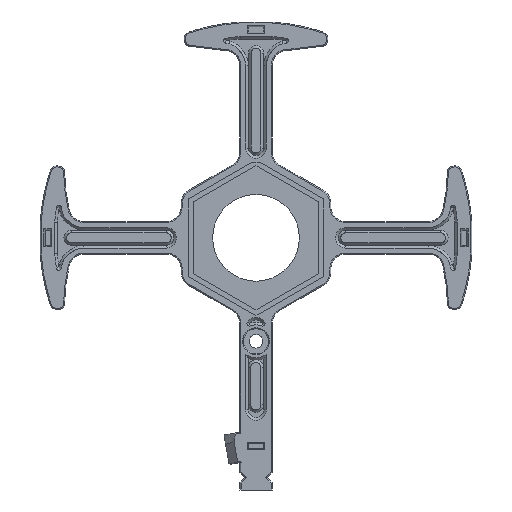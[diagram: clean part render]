
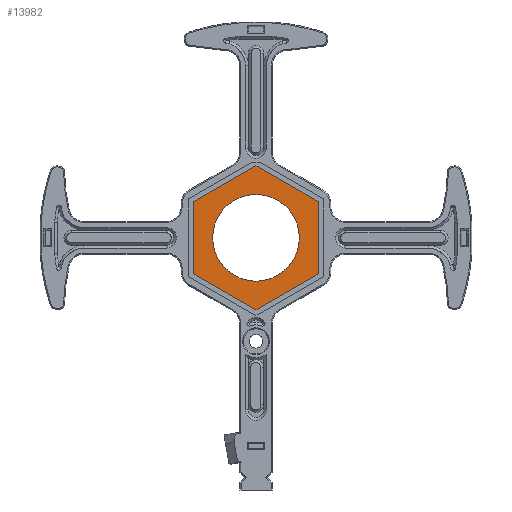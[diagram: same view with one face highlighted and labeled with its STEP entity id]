
A CAD part, left-side view. The second image highlights one B-rep face of the part: STEP entity #13982.
In plain terms, the highlighted planar face has unit normal (-1, 0, 0).
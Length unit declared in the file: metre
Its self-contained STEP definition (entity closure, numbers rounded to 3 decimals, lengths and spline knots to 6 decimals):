
#1274=CIRCLE('',#15259,0.017385);
#4247=ORIENTED_EDGE('',*,*,#7306,.T.);
#4248=ORIENTED_EDGE('',*,*,#7037,.T.);
#4249=ORIENTED_EDGE('',*,*,#7026,.T.);
#4250=ORIENTED_EDGE('',*,*,#7029,.T.);
#4251=ORIENTED_EDGE('',*,*,#7031,.T.);
#4252=ORIENTED_EDGE('',*,*,#7033,.T.);
#4253=ORIENTED_EDGE('',*,*,#7035,.T.);
#7026=EDGE_CURVE('',#8744,#8745,#9775,.T.);
#7029=EDGE_CURVE('',#8745,#8746,#9778,.T.);
#7031=EDGE_CURVE('',#8746,#8747,#9780,.T.);
#7033=EDGE_CURVE('',#8747,#8748,#9782,.T.);
#7035=EDGE_CURVE('',#8748,#8749,#9784,.T.);
#7037=EDGE_CURVE('',#8749,#8744,#9786,.T.);
#7306=EDGE_CURVE('',#8923,#8923,#1274,.F.);
#8744=VERTEX_POINT('',#25876);
#8745=VERTEX_POINT('',#25877);
#8746=VERTEX_POINT('',#25882);
#8747=VERTEX_POINT('',#25886);
#8748=VERTEX_POINT('',#25890);
#8749=VERTEX_POINT('',#25894);
#8923=VERTEX_POINT('',#27158);
#9775=LINE('',#25875,#10824);
#9778=LINE('',#25881,#10827);
#9780=LINE('',#25885,#10829);
#9782=LINE('',#25889,#10831);
#9784=LINE('',#25893,#10833);
#9786=LINE('',#25897,#10835);
#10824=VECTOR('',#17842,1.);
#10827=VECTOR('',#17847,1.);
#10829=VECTOR('',#17851,1.);
#10831=VECTOR('',#17855,1.);
#10833=VECTOR('',#17859,1.);
#10835=VECTOR('',#17863,1.);
#11877=EDGE_LOOP('',(#4247));
#11878=EDGE_LOOP('',(#4248,#4249,#4250,#4251,#4252,#4253));
#12770=FACE_BOUND('',#11877,.T.);
#12771=FACE_BOUND('',#11878,.T.);
#13339=PLANE('',#15258);
#13982=ADVANCED_FACE('',(#12770,#12771),#13339,.T.);
#15258=AXIS2_PLACEMENT_3D('',#27156,#18292,#18293);
#15259=AXIS2_PLACEMENT_3D('',#27157,#18294,#18295);
#17842=DIRECTION('',(0.,0.,1.));
#17847=DIRECTION('',(0.,0.866,0.5));
#17851=DIRECTION('',(0.,0.866,-0.5));
#17855=DIRECTION('',(0.,0.,-1.));
#17859=DIRECTION('',(0.,-0.866,-0.5));
#17863=DIRECTION('',(0.,-0.866,0.5));
#18292=DIRECTION('',(-1.,0.,0.));
#18293=DIRECTION('',(0.,-1.,0.));
#18294=DIRECTION('',(-1.,0.,0.));
#18295=DIRECTION('',(0.,-1.,0.));
#25875=CARTESIAN_POINT('',(-0.328222,-0.150542,0.034841));
#25876=CARTESIAN_POINT('',(-0.328222,-0.150542,0.061907));
#25877=CARTESIAN_POINT('',(-0.328222,-0.150542,0.090775));
#25881=CARTESIAN_POINT('',(-0.328222,-0.153124,0.089284));
#25882=CARTESIAN_POINT('',(-0.328222,-0.125542,0.105209));
#25885=CARTESIAN_POINT('',(-0.328222,-0.092184,0.08595));
#25886=CARTESIAN_POINT('',(-0.328222,-0.100542,0.090775));
#25889=CARTESIAN_POINT('',(-0.328222,-0.100542,0.034841));
#25890=CARTESIAN_POINT('',(-0.328222,-0.100542,0.061907));
#25893=CARTESIAN_POINT('',(-0.328222,-0.128124,0.045983));
#25894=CARTESIAN_POINT('',(-0.328222,-0.125542,0.047474));
#25897=CARTESIAN_POINT('',(-0.328222,-0.117184,0.042648));
#27156=CARTESIAN_POINT('',(-0.328222,-0.121692,0.034841));
#27157=CARTESIAN_POINT('',(-0.328222,-0.125541,0.076326));
#27158=CARTESIAN_POINT('',(-0.328222,-0.142926,0.076326));
